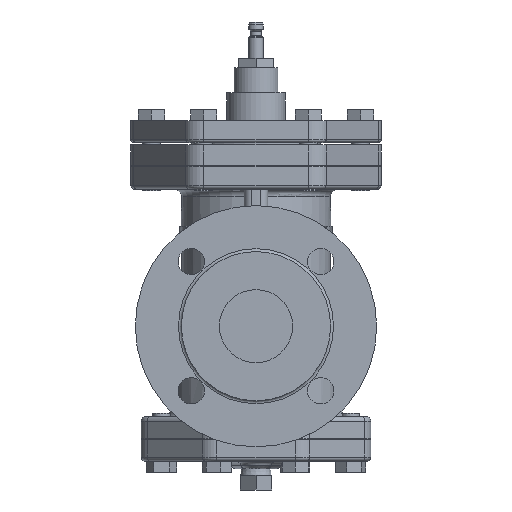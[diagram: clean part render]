
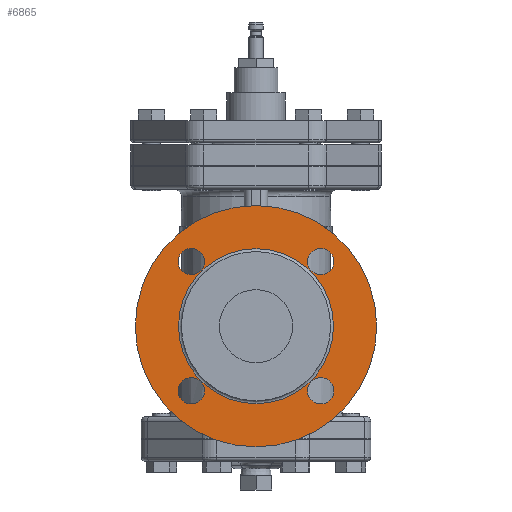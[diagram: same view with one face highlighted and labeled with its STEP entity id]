
A CAD part, left-side view. The second image highlights one B-rep face of the part: STEP entity #6865.
In plain terms, the highlighted planar face has unit normal (-1, 0, 0).
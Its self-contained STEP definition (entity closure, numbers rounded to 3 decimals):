
#1350=PLANE('',#7576);
#1537=FACE_BOUND('',#2512,.T.);
#1538=FACE_BOUND('',#2513,.T.);
#1539=FACE_BOUND('',#2514,.T.);
#1540=FACE_BOUND('',#2515,.T.);
#1541=FACE_BOUND('',#2516,.T.);
#1924=FACE_OUTER_BOUND('',#2511,.T.);
#2511=EDGE_LOOP('',(#6075));
#2512=EDGE_LOOP('',(#6076));
#2513=EDGE_LOOP('',(#6077));
#2514=EDGE_LOOP('',(#6078));
#2515=EDGE_LOOP('',(#6079));
#2516=EDGE_LOOP('',(#6080));
#2911=CIRCLE('',#7570,82.5);
#2912=CIRCLE('',#7572,53.);
#2915=CIRCLE('',#7577,9.);
#2916=CIRCLE('',#7578,9.);
#2917=CIRCLE('',#7579,9.);
#2918=CIRCLE('',#7580,9.);
#3543=VERTEX_POINT('',#13301);
#3544=VERTEX_POINT('',#13304);
#3547=VERTEX_POINT('',#13312);
#3548=VERTEX_POINT('',#13314);
#3549=VERTEX_POINT('',#13316);
#3550=VERTEX_POINT('',#13318);
#4420=EDGE_CURVE('',#3543,#3543,#2911,.T.);
#4421=EDGE_CURVE('',#3544,#3544,#2912,.T.);
#4424=EDGE_CURVE('',#3547,#3547,#2915,.T.);
#4425=EDGE_CURVE('',#3548,#3548,#2916,.T.);
#4426=EDGE_CURVE('',#3549,#3549,#2917,.T.);
#4427=EDGE_CURVE('',#3550,#3550,#2918,.T.);
#6075=ORIENTED_EDGE('',*,*,#4420,.F.);
#6076=ORIENTED_EDGE('',*,*,#4424,.T.);
#6077=ORIENTED_EDGE('',*,*,#4425,.T.);
#6078=ORIENTED_EDGE('',*,*,#4426,.T.);
#6079=ORIENTED_EDGE('',*,*,#4427,.T.);
#6080=ORIENTED_EDGE('',*,*,#4421,.F.);
#6865=ADVANCED_FACE('',(#1924,#1537,#1538,#1539,#1540,#1541),#1350,.F.);
#7570=AXIS2_PLACEMENT_3D('',#13302,#9418,#9419);
#7572=AXIS2_PLACEMENT_3D('',#13305,#9422,#9423);
#7576=AXIS2_PLACEMENT_3D('',#13311,#9430,#9431);
#7577=AXIS2_PLACEMENT_3D('',#13313,#9432,#9433);
#7578=AXIS2_PLACEMENT_3D('',#13315,#9434,#9435);
#7579=AXIS2_PLACEMENT_3D('',#13317,#9436,#9437);
#7580=AXIS2_PLACEMENT_3D('',#13319,#9438,#9439);
#9418=DIRECTION('center_axis',(1.,0.,0.));
#9419=DIRECTION('ref_axis',(0.,0.,-1.));
#9422=DIRECTION('center_axis',(-1.,0.,0.));
#9423=DIRECTION('ref_axis',(0.,0.,-1.));
#9430=DIRECTION('center_axis',(1.,0.,0.));
#9431=DIRECTION('ref_axis',(0.,0.,-1.));
#9432=DIRECTION('center_axis',(1.,0.,0.));
#9433=DIRECTION('ref_axis',(0.,0.,1.));
#9434=DIRECTION('center_axis',(1.,0.,0.));
#9435=DIRECTION('ref_axis',(0.,1.,0.));
#9436=DIRECTION('center_axis',(1.,0.,0.));
#9437=DIRECTION('ref_axis',(0.,0.,-1.));
#9438=DIRECTION('center_axis',(1.,0.,0.));
#9439=DIRECTION('ref_axis',(0.,-1.,0.));
#13301=CARTESIAN_POINT('',(-112.,0.,159.5));
#13302=CARTESIAN_POINT('Origin',(-112.,0.,77.));
#13304=CARTESIAN_POINT('',(-112.,0.,130.));
#13305=CARTESIAN_POINT('Origin',(-112.,0.,77.));
#13311=CARTESIAN_POINT('Origin',(-112.,0.,77.));
#13312=CARTESIAN_POINT('',(-112.,-44.194,130.194));
#13313=CARTESIAN_POINT('Origin',(-112.,-44.194,121.194));
#13314=CARTESIAN_POINT('',(-112.,53.194,121.194));
#13315=CARTESIAN_POINT('Origin',(-112.,44.194,121.194));
#13316=CARTESIAN_POINT('',(-112.,44.194,23.806));
#13317=CARTESIAN_POINT('Origin',(-112.,44.194,32.806));
#13318=CARTESIAN_POINT('',(-112.,-53.194,32.806));
#13319=CARTESIAN_POINT('Origin',(-112.,-44.194,32.806));
